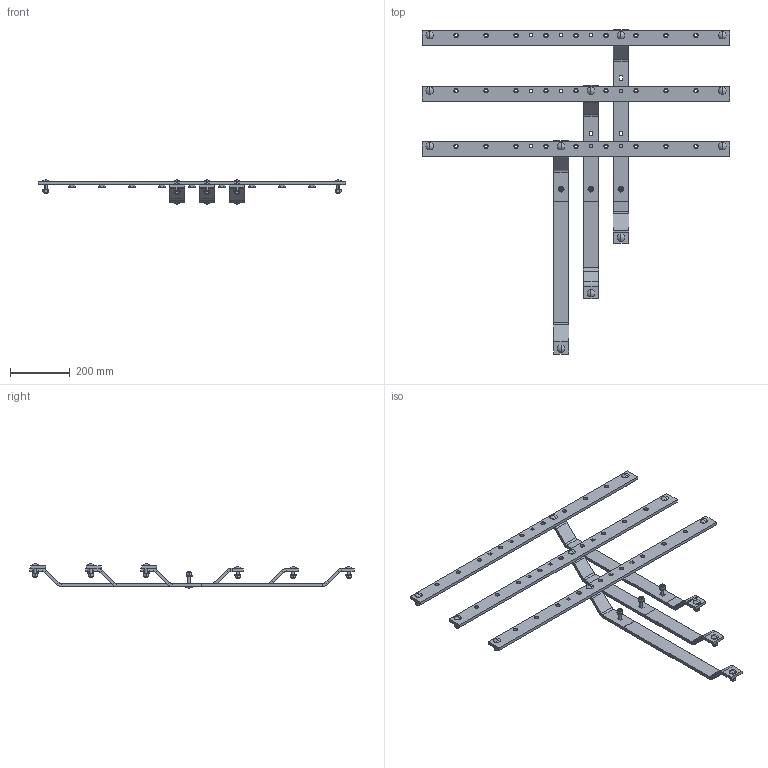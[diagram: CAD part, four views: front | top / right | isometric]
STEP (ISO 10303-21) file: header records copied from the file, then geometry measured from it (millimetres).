
FILE_DESCRIPTION(('STEP AP214'),'1');
FILE_NAME('cctmp_6AEBC9F6-DE89-4741-BCF9-21A2889781DD_2024_11_29_08_09_34_0888..stp','2024-11-29T07:09:36',('SIEMENS A&D'),('CADClick - www.CADClick.com'),'Spatial InterOp 3D',' ','unknown authorization');
FILE_SCHEMA(('AUTOMOTIVE_DESIGN'));
Length unit declared in the file: millimetre
Products named in the file (50): cc_unnamed; 2024_11_29_08_09_34_0823; 2024_11_29_08_09_34_0784; 2024_11_29_08_09_34_0746; 2024_11_29_08_09_34_0713; 2024_11_29_08_09_34_0673; 2024_11_29_08_09_34_0632; 2024_11_29_08_09_34_0592; 2024_11_29_08_09_34_0552; 2024_11_29_08_09_34_0510; 2024_11_29_08_09_34_0471; 2024_11_29_08_09_34_0432; 2024_11_29_08_09_34_0400; 2024_11_29_08_09_34_0360; 2024_11_29_08_09_34_0279; 2024_11_29_08_09_34_0238; 2024_11_29_08_09_34_0198; 2024_11_29_08_09_34_0157; 2024_11_29_08_09_34_0117; 2024_11_29_08_09_34_0076; 2024_11_29_08_09_34_0041; 2024_11_29_08_09_34_0011; 2024_11_29_08_09_33_0975; 2024_11_29_08_09_33_0935; 2024_11_29_08_09_33_0894; 2024_11_29_08_09_33_0853; 2024_11_29_08_09_33_0812; 2024_11_29_08_09_33_0772; 2024_11_29_08_09_33_0729; 2024_11_29_08_09_33_0698; 2024_11_29_08_09_33_0667; 2024_11_29_08_09_33_0635; 2024_11_29_08_09_33_0600; 2024_11_29_08_09_33_0560; 2024_11_29_08_09_33_0519; 2024_11_29_08_09_33_0479; 2024_11_29_08_09_33_0438; 2024_11_29_08_09_33_0398; 2024_11_29_08_09_33_0358; 2024_11_29_08_09_33_0323 ...
Assembly tree (49 placements, depth 2):
  cc_unnamed
    2024_11_29_08_09_34_0823
    2024_11_29_08_09_34_0784
    2024_11_29_08_09_34_0746
    2024_11_29_08_09_34_0713
    2024_11_29_08_09_34_0673
    2024_11_29_08_09_34_0632
    2024_11_29_08_09_34_0592
    2024_11_29_08_09_34_0552
    2024_11_29_08_09_34_0510
    2024_11_29_08_09_34_0471
    2024_11_29_08_09_34_0432
    2024_11_29_08_09_34_0400
    2024_11_29_08_09_34_0360
    2024_11_29_08_09_34_0279
    2024_11_29_08_09_34_0238
    2024_11_29_08_09_34_0198
    2024_11_29_08_09_34_0157
    2024_11_29_08_09_34_0117
    2024_11_29_08_09_34_0076
    2024_11_29_08_09_34_0041
    2024_11_29_08_09_34_0011
    2024_11_29_08_09_33_0975
    2024_11_29_08_09_33_0935
    2024_11_29_08_09_33_0894
    2024_11_29_08_09_33_0853
    2024_11_29_08_09_33_0812
    2024_11_29_08_09_33_0772
    2024_11_29_08_09_33_0729
    2024_11_29_08_09_33_0698
    2024_11_29_08_09_33_0667
    2024_11_29_08_09_33_0635
    2024_11_29_08_09_33_0600
    2024_11_29_08_09_33_0560
    2024_11_29_08_09_33_0519
    2024_11_29_08_09_33_0479
    2024_11_29_08_09_33_0438
    2024_11_29_08_09_33_0398
    2024_11_29_08_09_33_0358
    2024_11_29_08_09_33_0323
    2024_11_29_08_09_33_0292
    2024_11_29_08_09_33_0256
    2024_11_29_08_09_33_0216
    2024_11_29_08_09_33_0176
    2024_11_29_08_09_33_0135
    2024_11_29_08_09_33_0095
    2024_11_29_08_09_33_0054
    2024_11_29_08_09_33_0016
    2024_11_29_08_09_32_0979
    2024_11_29_08_09_32_0943
Bounding box: 1025 x 1081 x 80.76 mm (x, y, z)
Volume: 3193941.5 mm3; surface area: 844779.6 mm2
Topology: 51 solids, 51 shells, 1691 faces, 3741 edges, 2248 vertices
Faces by surface type: plane 759, cone 642, cylinder 260, sphere 30
Entity records: 62145 total; most frequent: CARTESIAN_POINT 11762, ORIENTED_EDGE 7482, DIRECTION 7422, EDGE_CURVE 3741, AXIS2_PLACEMENT_3D 2948, VERTEX_POINT 2248, EDGE_LOOP 1955, STYLED_ITEM 1742
